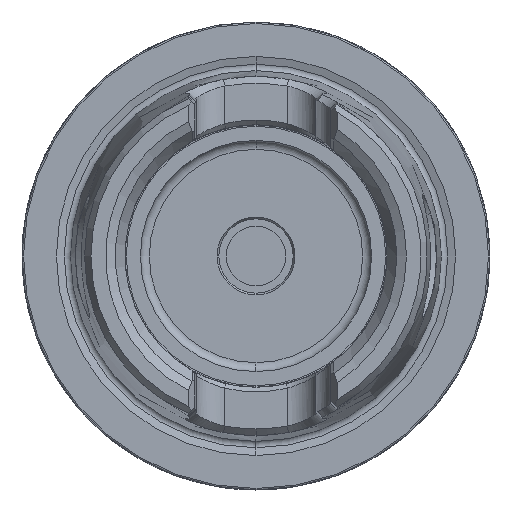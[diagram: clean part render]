
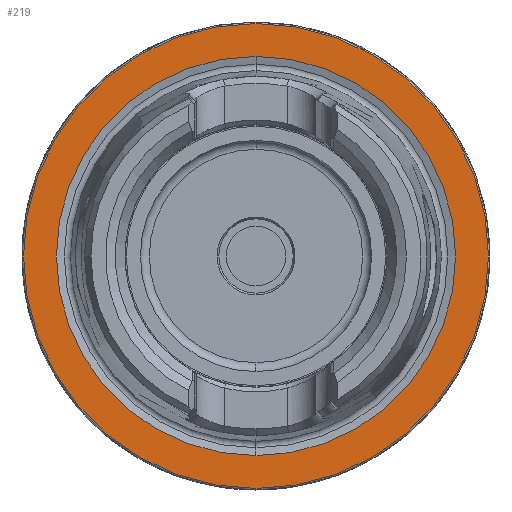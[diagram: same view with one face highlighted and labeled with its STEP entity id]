
A CAD part, left-side view. The second image highlights one B-rep face of the part: STEP entity #219.
In plain terms, the highlighted planar face has unit normal (-1, 0, 0).
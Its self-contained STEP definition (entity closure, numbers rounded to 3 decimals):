
#219 = ADVANCED_FACE ( 'NONE', ( #8296, #2820 ), #2457, .F. ) ;
#1051 = CIRCLE ( 'NONE', #4515, 31.275 ) ;
#1113 = AXIS2_PLACEMENT_3D ( 'NONE', #8805, #2654, #9849 ) ;
#1415 = DIRECTION ( 'NONE',  ( -1., 0., 0. ) ) ;
#2011 = EDGE_LOOP ( 'NONE', ( #4606, #11705 ) ) ;
#2209 = CARTESIAN_POINT ( 'NONE',  ( 0., 0., 0. ) ) ;
#2347 = VERTEX_POINT ( 'NONE', #7334 ) ;
#2413 = AXIS2_PLACEMENT_3D ( 'NONE', #13363, #13281, #6066 ) ;
#2457 = PLANE ( 'NONE',  #2413 ) ;
#2532 = CIRCLE ( 'NONE', #10602, 31.275 ) ;
#2654 = DIRECTION ( 'NONE',  ( -1., 0., 0. ) ) ;
#2820 = FACE_OUTER_BOUND ( 'NONE', #11063, .T. ) ;
#3248 = DIRECTION ( 'NONE',  ( 0., 0., 1. ) ) ;
#4515 = AXIS2_PLACEMENT_3D ( 'NONE', #7619, #1415, #8649 ) ;
#4606 = ORIENTED_EDGE ( 'NONE', *, *, #10327, .F. ) ;
#4741 = CARTESIAN_POINT ( 'NONE',  ( 0., 0., 31.275 ) ) ;
#5176 = CARTESIAN_POINT ( 'NONE',  ( 0., 0., 0. ) ) ;
#5876 = CIRCLE ( 'NONE', #1113, 26.85 ) ;
#6066 = DIRECTION ( 'NONE',  ( 0., 0., -1. ) ) ;
#6201 = DIRECTION ( 'NONE',  ( 0., 0., 1. ) ) ;
#6609 = VERTEX_POINT ( 'NONE', #9381 ) ;
#6785 = ORIENTED_EDGE ( 'NONE', *, *, #11273, .T. ) ;
#7129 = EDGE_CURVE ( 'NONE', #6609, #8029, #7200, .T. ) ;
#7168 = CARTESIAN_POINT ( 'NONE',  ( 0., 0., 26.85 ) ) ;
#7200 = CIRCLE ( 'NONE', #7410, 26.85 ) ;
#7334 = CARTESIAN_POINT ( 'NONE',  ( 0., 0., -31.275 ) ) ;
#7410 = AXIS2_PLACEMENT_3D ( 'NONE', #5176, #12426, #6201 ) ;
#7619 = CARTESIAN_POINT ( 'NONE',  ( 0., 0., 0. ) ) ;
#8029 = VERTEX_POINT ( 'NONE', #7168 ) ;
#8296 = FACE_BOUND ( 'NONE', #2011, .T. ) ;
#8649 = DIRECTION ( 'NONE',  ( 0., 0., 1. ) ) ;
#8805 = CARTESIAN_POINT ( 'NONE',  ( 0., 0., 0. ) ) ;
#9381 = CARTESIAN_POINT ( 'NONE',  ( 0., 0., -26.85 ) ) ;
#9399 = DIRECTION ( 'NONE',  ( -1., 0., 0. ) ) ;
#9849 = DIRECTION ( 'NONE',  ( 0., 0., 1. ) ) ;
#10327 = EDGE_CURVE ( 'NONE', #8029, #6609, #5876, .T. ) ;
#10602 = AXIS2_PLACEMENT_3D ( 'NONE', #2209, #9399, #3248 ) ;
#10818 = VERTEX_POINT ( 'NONE', #4741 ) ;
#11018 = ORIENTED_EDGE ( 'NONE', *, *, #13144, .T. ) ;
#11063 = EDGE_LOOP ( 'NONE', ( #11018, #6785 ) ) ;
#11273 = EDGE_CURVE ( 'NONE', #2347, #10818, #1051, .T. ) ;
#11705 = ORIENTED_EDGE ( 'NONE', *, *, #7129, .F. ) ;
#12426 = DIRECTION ( 'NONE',  ( -1., 0., 0. ) ) ;
#13144 = EDGE_CURVE ( 'NONE', #10818, #2347, #2532, .T. ) ;
#13281 = DIRECTION ( 'NONE',  ( 1., 0., 0. ) ) ;
#13363 = CARTESIAN_POINT ( 'NONE',  ( 0., 31.275, 0. ) ) ;
